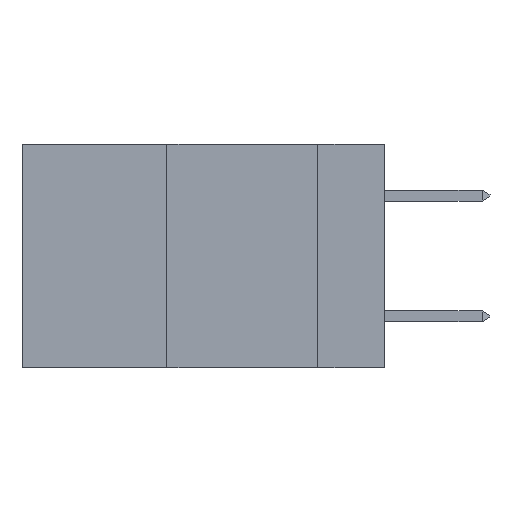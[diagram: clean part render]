
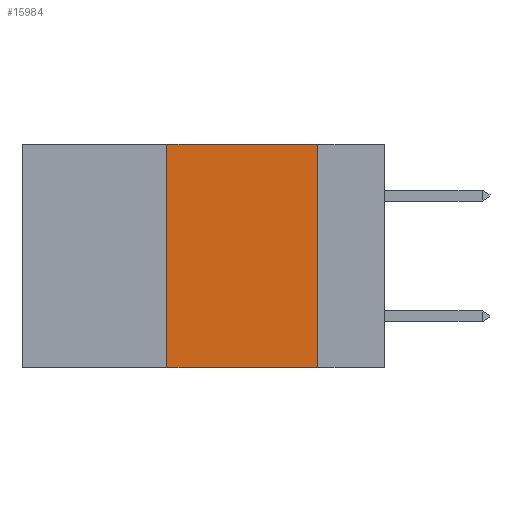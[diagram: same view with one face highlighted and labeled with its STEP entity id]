
A CAD part, left-side view. The second image highlights one B-rep face of the part: STEP entity #15984.
In plain terms, the highlighted planar face has unit normal (-1, 0, 0).
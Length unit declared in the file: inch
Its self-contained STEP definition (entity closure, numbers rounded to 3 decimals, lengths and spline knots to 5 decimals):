
#393 = LINE ( 'NONE', #6975, #6792 ) ;
#458 = CARTESIAN_POINT ( 'NONE',  ( 0., 0.36, 0. ) ) ;
#627 = VECTOR ( 'NONE', #15270, 39.37008 ) ;
#921 = ORIENTED_EDGE ( 'NONE', *, *, #14480, .F. ) ;
#2257 = EDGE_CURVE ( 'NONE', #14600, #13061, #6821, .T. ) ;
#3078 = EDGE_CURVE ( 'NONE', #8668, #16566, #393, .T. ) ;
#3171 = CARTESIAN_POINT ( 'NONE',  ( 0., 0.6, 0. ) ) ;
#3313 = VECTOR ( 'NONE', #8770, 39.37008 ) ;
#4208 = DIRECTION ( 'NONE',  ( 0., -1., 0. ) ) ;
#4553 = DIRECTION ( 'NONE',  ( 0., 0., -1. ) ) ;
#4760 = ORIENTED_EDGE ( 'NONE', *, *, #3078, .T. ) ;
#5174 = CARTESIAN_POINT ( 'NONE',  ( 0., 0.6, 0. ) ) ;
#6792 = VECTOR ( 'NONE', #4208, 39.37008 ) ;
#6821 = LINE ( 'NONE', #5174, #13504 ) ;
#6975 = CARTESIAN_POINT ( 'NONE',  ( 0., 0.6, -0.37 ) ) ;
#7342 = LINE ( 'NONE', #11394, #3313 ) ;
#8668 = VERTEX_POINT ( 'NONE', #16621 ) ;
#8770 = DIRECTION ( 'NONE',  ( 0., 0., -1. ) ) ;
#9005 = CARTESIAN_POINT ( 'NONE',  ( 0., 0.36, 0. ) ) ;
#9155 = DIRECTION ( 'NONE',  ( 0., -1., 0. ) ) ;
#9873 = PLANE ( 'NONE',  #14619 ) ;
#10651 = ORIENTED_EDGE ( 'NONE', *, *, #2257, .F. ) ;
#11394 = CARTESIAN_POINT ( 'NONE',  ( 0., 0.11, 0. ) ) ;
#11759 = EDGE_CURVE ( 'NONE', #8668, #14600, #14556, .T. ) ;
#12331 = CARTESIAN_POINT ( 'NONE',  ( 0., 0.11, 0. ) ) ;
#12572 = DIRECTION ( 'NONE',  ( 1., 0., 0. ) ) ;
#13061 = VERTEX_POINT ( 'NONE', #12331 ) ;
#13504 = VECTOR ( 'NONE', #9155, 39.37008 ) ;
#13657 = CARTESIAN_POINT ( 'NONE',  ( 0., 0.11, -0.37 ) ) ;
#14480 = EDGE_CURVE ( 'NONE', #13061, #16566, #7342, .T. ) ;
#14556 = LINE ( 'NONE', #458, #627 ) ;
#14600 = VERTEX_POINT ( 'NONE', #9005 ) ;
#14612 = EDGE_LOOP ( 'NONE', ( #921, #10651, #14963, #4760 ) ) ;
#14619 = AXIS2_PLACEMENT_3D ( 'NONE', #3171, #12572, #4553 ) ;
#14963 = ORIENTED_EDGE ( 'NONE', *, *, #11759, .F. ) ;
#15270 = DIRECTION ( 'NONE',  ( 0., 0., 1. ) ) ;
#15984 = ADVANCED_FACE ( 'NONE', ( #16369 ), #9873, .F. ) ;
#16369 = FACE_OUTER_BOUND ( 'NONE', #14612, .T. ) ;
#16566 = VERTEX_POINT ( 'NONE', #13657 ) ;
#16621 = CARTESIAN_POINT ( 'NONE',  ( 0., 0.36, -0.37 ) ) ;
